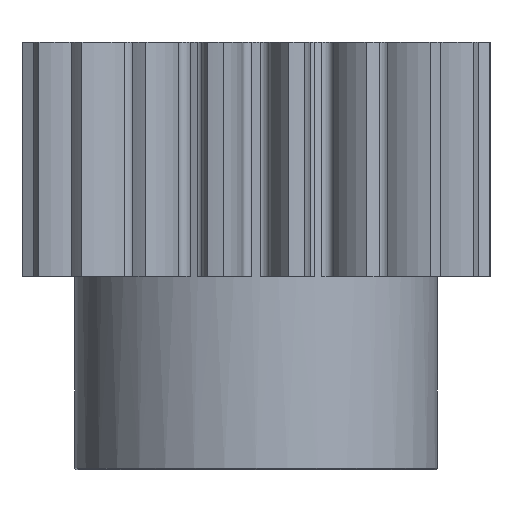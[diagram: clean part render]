
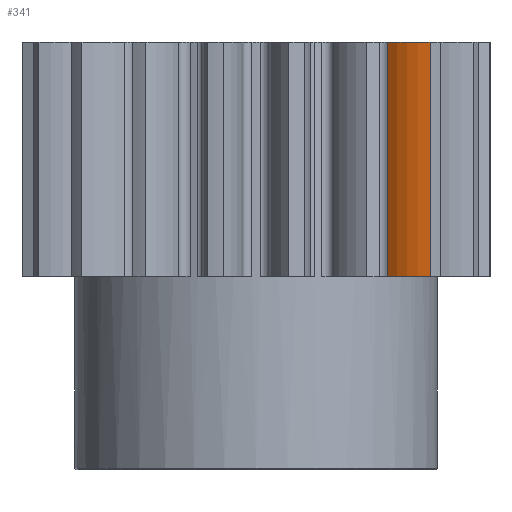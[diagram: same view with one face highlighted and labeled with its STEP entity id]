
A CAD part, front view. The second image highlights one B-rep face of the part: STEP entity #341.
In plain terms, the highlighted cylindrical face has radius 12.313 mm (diameter 24.625 mm), a partial arc.
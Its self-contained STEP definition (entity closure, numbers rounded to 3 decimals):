
#341=ADVANCED_FACE('NONE',(#737),#738,.T.);
#737=FACE_OUTER_BOUND('',#1185,.T.);
#738=CYLINDRICAL_SURFACE('',#1186,12.313);
#1185=EDGE_LOOP('',(#2319,#2320,#2321,#2322));
#1186=AXIS2_PLACEMENT_3D('',#2323,#2324,#2325);
#2319=ORIENTED_EDGE('',*,*,#3170,.T.);
#2320=ORIENTED_EDGE('',*,*,#3299,.T.);
#2321=ORIENTED_EDGE('',*,*,#3096,.F.);
#2322=ORIENTED_EDGE('',*,*,#3243,.F.);
#2323=CARTESIAN_POINT('',(31.074,-14.5,40.0));
#2324=DIRECTION('',(0.0,0.0,1.0));
#2325=DIRECTION('',(-1.0,0.0,0.0));
#3096=EDGE_CURVE('NONE',#3874,#3866,#3876,.T.);
#3170=EDGE_CURVE('NONE',#3998,#3996,#3999,.T.);
#3243=EDGE_CURVE('NONE',#3998,#3874,#4098,.T.);
#3299=EDGE_CURVE('NONE',#3996,#3866,#4154,.T.);
#3866=VERTEX_POINT('NONE',#4799);
#3874=VERTEX_POINT('NONE',#4807);
#3876=CIRCLE('',#4809,12.313);
#3996=VERTEX_POINT('NONE',#4933);
#3998=VERTEX_POINT('NONE',#4935);
#3999=CIRCLE('',#4936,12.313);
#4098=LINE('',#5050,#5051);
#4154=LINE('',#5137,#5138);
#4799=CARTESIAN_POINT('',(22.511,-23.347,0.0));
#4807=CARTESIAN_POINT('',(29.748,-26.741,0.0));
#4809=AXIS2_PLACEMENT_3D('',#5804,#5805,#5806);
#4933=CARTESIAN_POINT('',(22.511,-23.347,40.0));
#4935=CARTESIAN_POINT('',(29.748,-26.741,40.0));
#4936=AXIS2_PLACEMENT_3D('',#6006,#6007,#6008);
#5050=CARTESIAN_POINT('',(29.748,-26.741,40.0));
#5051=VECTOR('',#6162,1000.0);
#5137=CARTESIAN_POINT('',(22.511,-23.347,40.0));
#5138=VECTOR('',#6196,1000.0);
#5804=CARTESIAN_POINT('',(31.074,-14.5,0.0));
#5805=DIRECTION('',(0.0,0.0,-1.0));
#5806=DIRECTION('',(0.766,0.643,0.0));
#6006=CARTESIAN_POINT('',(31.074,-14.5,40.0));
#6007=DIRECTION('',(0.0,0.0,-1.0));
#6008=DIRECTION('',(0.766,0.643,0.0));
#6162=DIRECTION('',(0.0,-0.0,-1.0));
#6196=DIRECTION('',(0.0,-0.0,-1.0));
